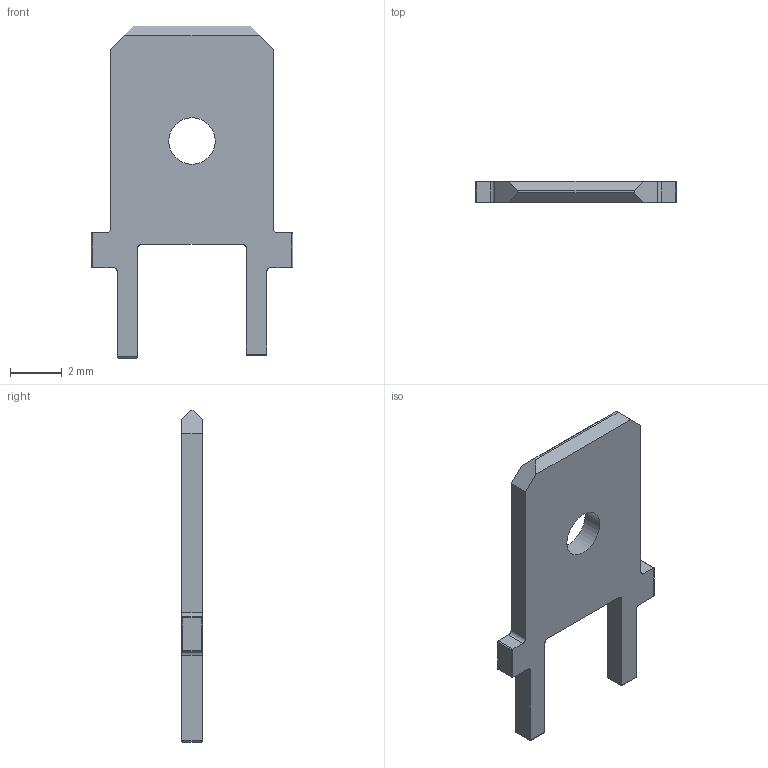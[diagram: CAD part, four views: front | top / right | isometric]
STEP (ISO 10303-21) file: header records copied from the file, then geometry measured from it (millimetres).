
FILE_DESCRIPTION(('FreeCAD Model'),'2;1');
FILE_NAME('blade_ vertica_6.3mm_P5.08mm.step','2018-04-28T12:50:27',('kicad StepUp'),( 'ksu MCAD'),'Open CASCADE STEP processor 6.8','FreeCAD','Unknown');
FILE_SCHEMA(('AUTOMOTIVE_DESIGN_CC2 { 1 2 10303 214 -1 1 5 4 }'));
Length unit declared in the file: millimetre
Products named in the file (1): blade__vertica_6.3mm_P5.08mm
Bounding box: 7.8 x 0.8 x 12.85 mm (x, y, z)
Volume: 46.9 mm3; surface area: 159.6 mm2
Topology: 1 solids, 1 shells, 45 faces, 113 edges, 70 vertices
Faces by surface type: cylinder 23, plane 22
Full cylindrical faces by diameter (mm): 1.8 x1
Entity records: 1354 total; most frequent: DIRECTION 235, CARTESIAN_POINT 229, ORIENTED_EDGE 226, EDGE_CURVE 113, LINE 83, VECTOR 83, AXIS2_PLACEMENT_3D 76, VERTEX_POINT 70
